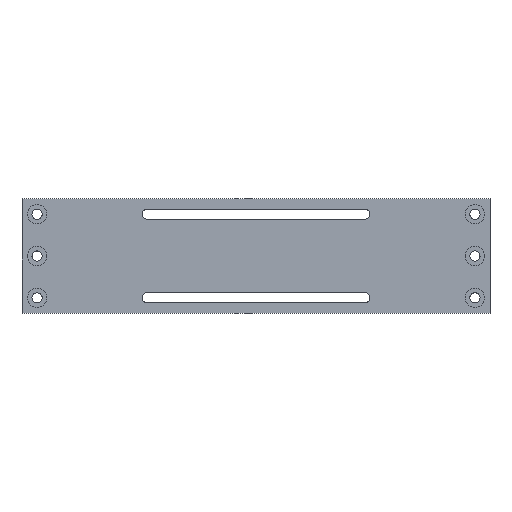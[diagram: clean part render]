
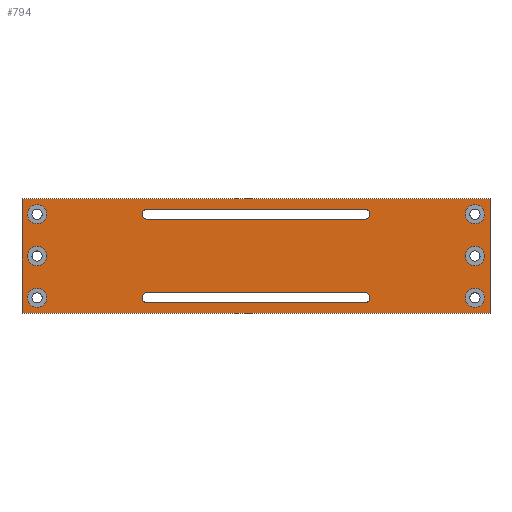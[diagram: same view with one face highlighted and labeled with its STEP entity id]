
A CAD part, top view. The second image highlights one B-rep face of the part: STEP entity #794.
In plain terms, the highlighted planar face has unit normal (0, 0, 1).
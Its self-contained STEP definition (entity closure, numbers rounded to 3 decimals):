
#50=LINE('',#1333,#106);
#54=LINE('',#1343,#110);
#56=LINE('',#1349,#112);
#58=LINE('',#1355,#114);
#61=LINE('',#1363,#117);
#64=LINE('',#1369,#120);
#67=LINE('',#1375,#123);
#70=LINE('',#1379,#126);
#106=VECTOR('',#1104,10.);
#110=VECTOR('',#1114,10.);
#112=VECTOR('',#1122,10.);
#114=VECTOR('',#1130,10.);
#117=VECTOR('',#1135,10.);
#120=VECTOR('',#1140,10.);
#123=VECTOR('',#1145,10.);
#126=VECTOR('',#1150,10.);
#163=FACE_BOUND('',#271,.T.);
#164=FACE_BOUND('',#272,.T.);
#165=FACE_BOUND('',#273,.T.);
#166=FACE_BOUND('',#274,.T.);
#167=FACE_BOUND('',#275,.T.);
#168=FACE_BOUND('',#276,.T.);
#169=FACE_BOUND('',#277,.T.);
#170=FACE_BOUND('',#278,.T.);
#212=FACE_OUTER_BOUND('',#270,.T.);
#270=EDGE_LOOP('',(#707,#708,#709,#710));
#271=EDGE_LOOP('',(#711,#712));
#272=EDGE_LOOP('',(#713,#714));
#273=EDGE_LOOP('',(#715,#716));
#274=EDGE_LOOP('',(#717,#718));
#275=EDGE_LOOP('',(#719,#720));
#276=EDGE_LOOP('',(#721,#722));
#277=EDGE_LOOP('',(#723,#724,#725,#726));
#278=EDGE_LOOP('',(#727,#728,#729,#730));
#282=CIRCLE('',#820,5.75);
#283=CIRCLE('',#821,5.75);
#288=CIRCLE('',#829,5.75);
#289=CIRCLE('',#830,5.75);
#294=CIRCLE('',#838,5.75);
#295=CIRCLE('',#839,5.75);
#300=CIRCLE('',#847,5.75);
#301=CIRCLE('',#848,5.75);
#306=CIRCLE('',#856,5.75);
#307=CIRCLE('',#857,5.75);
#312=CIRCLE('',#865,5.75);
#313=CIRCLE('',#866,5.75);
#327=CIRCLE('',#892,3.05);
#328=CIRCLE('',#895,3.05);
#329=CIRCLE('',#898,3.05);
#330=CIRCLE('',#901,3.05);
#334=VERTEX_POINT('',#1164);
#335=VERTEX_POINT('',#1165);
#340=VERTEX_POINT('',#1181);
#341=VERTEX_POINT('',#1182);
#346=VERTEX_POINT('',#1198);
#347=VERTEX_POINT('',#1199);
#352=VERTEX_POINT('',#1215);
#353=VERTEX_POINT('',#1216);
#358=VERTEX_POINT('',#1232);
#359=VERTEX_POINT('',#1233);
#364=VERTEX_POINT('',#1249);
#365=VERTEX_POINT('',#1250);
#391=VERTEX_POINT('',#1325);
#392=VERTEX_POINT('',#1327);
#393=VERTEX_POINT('',#1331);
#394=VERTEX_POINT('',#1335);
#395=VERTEX_POINT('',#1337);
#396=VERTEX_POINT('',#1341);
#397=VERTEX_POINT('',#1345);
#398=VERTEX_POINT('',#1351);
#401=VERTEX_POINT('',#1360);
#402=VERTEX_POINT('',#1362);
#404=VERTEX_POINT('',#1368);
#406=VERTEX_POINT('',#1374);
#410=EDGE_CURVE('',#334,#335,#282,.T.);
#411=EDGE_CURVE('',#335,#334,#283,.T.);
#418=EDGE_CURVE('',#340,#341,#288,.T.);
#419=EDGE_CURVE('',#341,#340,#289,.T.);
#426=EDGE_CURVE('',#346,#347,#294,.T.);
#427=EDGE_CURVE('',#347,#346,#295,.T.);
#434=EDGE_CURVE('',#352,#353,#300,.T.);
#435=EDGE_CURVE('',#353,#352,#301,.T.);
#442=EDGE_CURVE('',#358,#359,#306,.T.);
#443=EDGE_CURVE('',#359,#358,#307,.T.);
#450=EDGE_CURVE('',#364,#365,#312,.T.);
#451=EDGE_CURVE('',#365,#364,#313,.T.);
#488=EDGE_CURVE('',#392,#391,#327,.T.);
#491=EDGE_CURVE('',#391,#393,#50,.T.);
#493=EDGE_CURVE('',#395,#394,#328,.T.);
#496=EDGE_CURVE('',#394,#396,#54,.T.);
#498=EDGE_CURVE('',#393,#397,#329,.T.);
#499=EDGE_CURVE('',#397,#392,#56,.T.);
#501=EDGE_CURVE('',#396,#398,#330,.T.);
#502=EDGE_CURVE('',#398,#395,#58,.T.);
#505=EDGE_CURVE('',#402,#401,#61,.T.);
#508=EDGE_CURVE('',#404,#402,#64,.T.);
#511=EDGE_CURVE('',#406,#404,#67,.T.);
#514=EDGE_CURVE('',#401,#406,#70,.T.);
#707=ORIENTED_EDGE('',*,*,#514,.T.);
#708=ORIENTED_EDGE('',*,*,#511,.T.);
#709=ORIENTED_EDGE('',*,*,#508,.T.);
#710=ORIENTED_EDGE('',*,*,#505,.T.);
#711=ORIENTED_EDGE('',*,*,#410,.T.);
#712=ORIENTED_EDGE('',*,*,#411,.T.);
#713=ORIENTED_EDGE('',*,*,#418,.T.);
#714=ORIENTED_EDGE('',*,*,#419,.T.);
#715=ORIENTED_EDGE('',*,*,#426,.T.);
#716=ORIENTED_EDGE('',*,*,#427,.T.);
#717=ORIENTED_EDGE('',*,*,#434,.T.);
#718=ORIENTED_EDGE('',*,*,#435,.T.);
#719=ORIENTED_EDGE('',*,*,#442,.T.);
#720=ORIENTED_EDGE('',*,*,#443,.T.);
#721=ORIENTED_EDGE('',*,*,#450,.T.);
#722=ORIENTED_EDGE('',*,*,#451,.T.);
#723=ORIENTED_EDGE('',*,*,#498,.T.);
#724=ORIENTED_EDGE('',*,*,#499,.T.);
#725=ORIENTED_EDGE('',*,*,#488,.T.);
#726=ORIENTED_EDGE('',*,*,#491,.T.);
#727=ORIENTED_EDGE('',*,*,#501,.T.);
#728=ORIENTED_EDGE('',*,*,#502,.T.);
#729=ORIENTED_EDGE('',*,*,#493,.T.);
#730=ORIENTED_EDGE('',*,*,#496,.T.);
#752=PLANE('',#908);
#794=ADVANCED_FACE('',(#212,#163,#164,#165,#166,#167,#168,#169,#170),#752,
 .T.);
#820=AXIS2_PLACEMENT_3D('',#1166,#921,#922);
#821=AXIS2_PLACEMENT_3D('',#1167,#923,#924);
#829=AXIS2_PLACEMENT_3D('',#1183,#941,#942);
#830=AXIS2_PLACEMENT_3D('',#1184,#943,#944);
#838=AXIS2_PLACEMENT_3D('',#1200,#961,#962);
#839=AXIS2_PLACEMENT_3D('',#1201,#963,#964);
#847=AXIS2_PLACEMENT_3D('',#1217,#981,#982);
#848=AXIS2_PLACEMENT_3D('',#1218,#983,#984);
#856=AXIS2_PLACEMENT_3D('',#1234,#1001,#1002);
#857=AXIS2_PLACEMENT_3D('',#1235,#1003,#1004);
#865=AXIS2_PLACEMENT_3D('',#1251,#1021,#1022);
#866=AXIS2_PLACEMENT_3D('',#1252,#1023,#1024);
#892=AXIS2_PLACEMENT_3D('',#1328,#1098,#1099);
#895=AXIS2_PLACEMENT_3D('',#1338,#1108,#1109);
#898=AXIS2_PLACEMENT_3D('',#1347,#1118,#1119);
#901=AXIS2_PLACEMENT_3D('',#1353,#1126,#1127);
#908=AXIS2_PLACEMENT_3D('',#1381,#1153,#1154);
#921=DIRECTION('center_axis',(0.,0.,-1.));
#922=DIRECTION('ref_axis',(1.,0.,0.));
#923=DIRECTION('center_axis',(0.,0.,-1.));
#924=DIRECTION('ref_axis',(1.,0.,0.));
#941=DIRECTION('center_axis',(0.,0.,-1.));
#942=DIRECTION('ref_axis',(1.,0.,0.));
#943=DIRECTION('center_axis',(0.,0.,-1.));
#944=DIRECTION('ref_axis',(1.,0.,0.));
#961=DIRECTION('center_axis',(0.,0.,-1.));
#962=DIRECTION('ref_axis',(1.,0.,0.));
#963=DIRECTION('center_axis',(0.,0.,-1.));
#964=DIRECTION('ref_axis',(1.,0.,0.));
#981=DIRECTION('center_axis',(0.,0.,-1.));
#982=DIRECTION('ref_axis',(1.,0.,0.));
#983=DIRECTION('center_axis',(0.,0.,-1.));
#984=DIRECTION('ref_axis',(1.,0.,0.));
#1001=DIRECTION('center_axis',(0.,0.,-1.));
#1002=DIRECTION('ref_axis',(1.,0.,0.));
#1003=DIRECTION('center_axis',(0.,0.,-1.));
#1004=DIRECTION('ref_axis',(1.,0.,0.));
#1021=DIRECTION('center_axis',(0.,0.,-1.));
#1022=DIRECTION('ref_axis',(1.,0.,0.));
#1023=DIRECTION('center_axis',(0.,0.,-1.));
#1024=DIRECTION('ref_axis',(1.,0.,0.));
#1098=DIRECTION('center_axis',(0.,0.,-1.));
#1099=DIRECTION('ref_axis',(0.,1.,0.));
#1104=DIRECTION('',(-1.,0.,0.));
#1108=DIRECTION('center_axis',(0.,0.,-1.));
#1109=DIRECTION('ref_axis',(0.,1.,0.));
#1114=DIRECTION('',(-1.,0.,0.));
#1118=DIRECTION('center_axis',(0.,0.,-1.));
#1119=DIRECTION('ref_axis',(0.,-1.,0.));
#1122=DIRECTION('',(1.,0.,0.));
#1126=DIRECTION('center_axis',(0.,0.,-1.));
#1127=DIRECTION('ref_axis',(0.,-1.,0.));
#1130=DIRECTION('',(1.,0.,0.));
#1135=DIRECTION('',(0.,1.,0.));
#1140=DIRECTION('',(1.,0.,0.));
#1145=DIRECTION('',(0.,-1.,0.));
#1150=DIRECTION('',(-1.,0.,0.));
#1153=DIRECTION('center_axis',(0.,0.,1.));
#1154=DIRECTION('ref_axis',(1.,0.,0.));
#1164=CARTESIAN_POINT('',(-228.291,-34.315,12.));
#1165=CARTESIAN_POINT('',(-239.791,-34.315,12.));
#1166=CARTESIAN_POINT('Origin',(-234.041,-34.315,12.));
#1167=CARTESIAN_POINT('Origin',(-234.041,-34.315,12.));
#1181=CARTESIAN_POINT('',(33.709,-9.306,12.));
#1182=CARTESIAN_POINT('',(22.209,-9.306,12.));
#1183=CARTESIAN_POINT('Origin',(27.959,-9.306,12.));
#1184=CARTESIAN_POINT('Origin',(27.959,-9.306,12.));
#1198=CARTESIAN_POINT('',(33.709,-59.306,12.));
#1199=CARTESIAN_POINT('',(22.209,-59.306,12.));
#1200=CARTESIAN_POINT('Origin',(27.959,-59.306,12.));
#1201=CARTESIAN_POINT('Origin',(27.959,-59.306,12.));
#1215=CARTESIAN_POINT('',(33.709,-34.306,12.));
#1216=CARTESIAN_POINT('',(22.209,-34.306,12.));
#1217=CARTESIAN_POINT('Origin',(27.959,-34.306,12.));
#1218=CARTESIAN_POINT('Origin',(27.959,-34.306,12.));
#1232=CARTESIAN_POINT('',(-228.291,-59.315,12.));
#1233=CARTESIAN_POINT('',(-239.791,-59.315,12.));
#1234=CARTESIAN_POINT('Origin',(-234.041,-59.315,12.));
#1235=CARTESIAN_POINT('Origin',(-234.041,-59.315,12.));
#1249=CARTESIAN_POINT('',(-228.291,-9.315,12.));
#1250=CARTESIAN_POINT('',(-239.791,-9.315,12.));
#1251=CARTESIAN_POINT('Origin',(-234.041,-9.315,12.));
#1252=CARTESIAN_POINT('Origin',(-234.041,-9.315,12.));
#1325=CARTESIAN_POINT('',(-38.041,-12.356,12.));
#1327=CARTESIAN_POINT('',(-38.041,-6.256,12.));
#1328=CARTESIAN_POINT('Origin',(-38.041,-9.306,12.));
#1331=CARTESIAN_POINT('',(-168.041,-12.356,12.));
#1333=CARTESIAN_POINT('',(-135.541,-12.356,12.));
#1335=CARTESIAN_POINT('',(-38.041,-62.356,12.));
#1337=CARTESIAN_POINT('',(-38.041,-56.256,12.));
#1338=CARTESIAN_POINT('Origin',(-38.041,-59.306,12.));
#1341=CARTESIAN_POINT('',(-168.041,-62.356,12.));
#1343=CARTESIAN_POINT('',(-135.541,-62.356,12.));
#1345=CARTESIAN_POINT('',(-168.041,-6.256,12.));
#1347=CARTESIAN_POINT('Origin',(-168.041,-9.306,12.));
#1349=CARTESIAN_POINT('',(-70.541,-6.256,12.));
#1351=CARTESIAN_POINT('',(-168.041,-56.256,12.));
#1353=CARTESIAN_POINT('Origin',(-168.041,-59.306,12.));
#1355=CARTESIAN_POINT('',(-70.541,-56.256,12.));
#1360=CARTESIAN_POINT('',(36.959,-0.016,12.));
#1362=CARTESIAN_POINT('',(36.959,-68.596,12.));
#1363=CARTESIAN_POINT('',(36.959,-0.016,12.));
#1368=CARTESIAN_POINT('',(-243.041,-68.596,12.));
#1369=CARTESIAN_POINT('',(36.959,-68.596,12.));
#1374=CARTESIAN_POINT('',(-243.041,-0.016,12.));
#1375=CARTESIAN_POINT('',(-243.041,-68.596,12.));
#1379=CARTESIAN_POINT('',(-243.041,-0.016,12.));
#1381=CARTESIAN_POINT('Origin',(-103.041,-34.306,12.));
